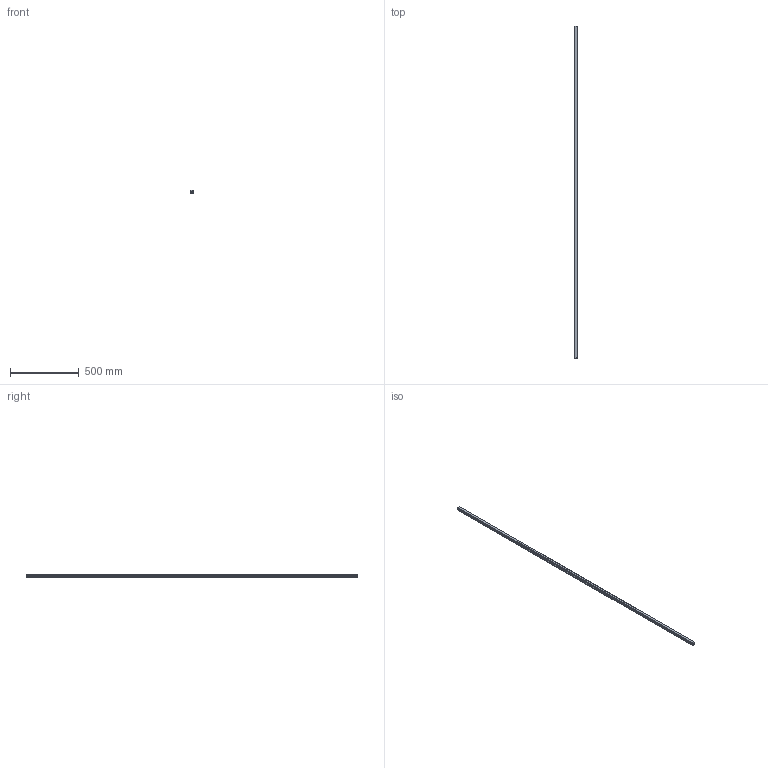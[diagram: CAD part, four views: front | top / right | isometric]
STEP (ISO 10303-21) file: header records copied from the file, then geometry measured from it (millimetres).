
FILE_DESCRIPTION(('STEP AP214'),'1');
FILE_NAME('cctmp_883A8AB7-EEF8-4653-A946-120E9E41925D_2021_01_25_14_41_57_0264..stp','2021-01-25T13:41:57',('HIWIN GmbH'),('CADClick - www.CADClick.com'),'Spatial InterOp 3D',' ','unknown authorization');
FILE_SCHEMA(('AUTOMOTIVE_DESIGN'));
Length unit declared in the file: millimetre
Products named in the file (1): HGR25T2410C_FILE
Bounding box: 23 x 2410 x 22 mm (x, y, z)
Volume: 1042022.4 mm3; surface area: 228909.4 mm2
Topology: 1 solids, 1 shells, 391 faces, 1195 edges, 730 vertices
Faces by surface type: plane 209, cylinder 102, cone 80
Entity records: 16085 total; most frequent: DIRECTION 2423, CARTESIAN_POINT 2237, ORIENTED_EDGE 2230, EDGE_CURVE 1115, AXIS2_PLACEMENT_3D 916, VERTEX_POINT 730, LINE 591, VECTOR 591
